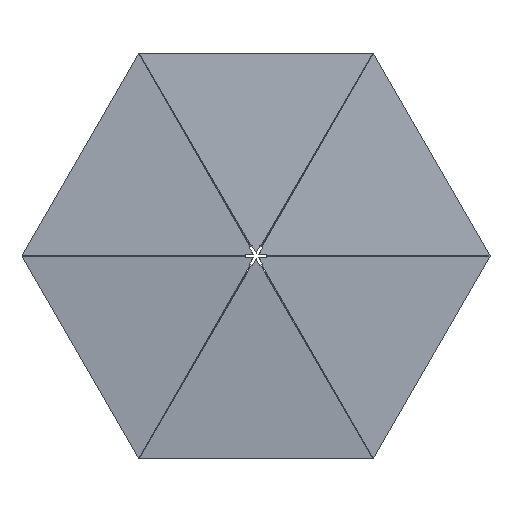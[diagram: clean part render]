
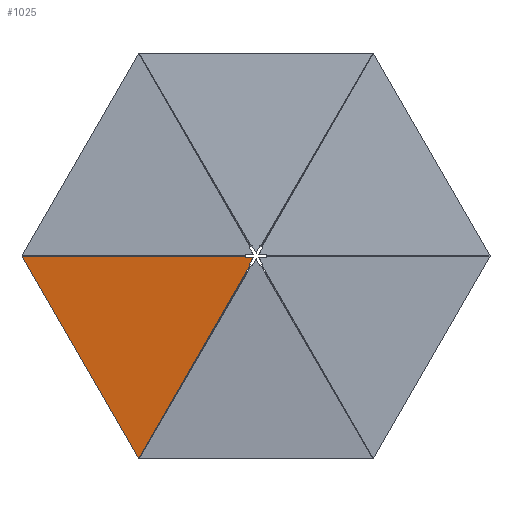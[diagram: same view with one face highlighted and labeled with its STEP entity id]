
A CAD part, top view. The second image highlights one B-rep face of the part: STEP entity #1025.
In plain terms, the highlighted planar face has unit normal (-0.075, -0.044, 0.996).
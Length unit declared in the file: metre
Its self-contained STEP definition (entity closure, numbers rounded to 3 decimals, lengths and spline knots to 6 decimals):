
#52=ORIENTED_EDGE('',*,*,#329,.F.);
#53=ORIENTED_EDGE('',*,*,#330,.F.);
#54=ORIENTED_EDGE('',*,*,#312,.T.);
#55=ORIENTED_EDGE('',*,*,#314,.F.);
#56=ORIENTED_EDGE('',*,*,#320,.T.);
#57=ORIENTED_EDGE('',*,*,#323,.T.);
#58=ORIENTED_EDGE('',*,*,#326,.F.);
#312=EDGE_CURVE('',#457,#456,#552,.T.);
#314=EDGE_CURVE('',#458,#456,#554,.T.);
#320=EDGE_CURVE('',#458,#462,#560,.T.);
#323=EDGE_CURVE('',#462,#464,#563,.T.);
#326=EDGE_CURVE('',#466,#464,#566,.T.);
#329=EDGE_CURVE('',#468,#466,#569,.T.);
#330=EDGE_CURVE('',#457,#468,#570,.T.);
#456=VERTEX_POINT('',#1493);
#457=VERTEX_POINT('',#1495);
#458=VERTEX_POINT('',#1499);
#462=VERTEX_POINT('',#1509);
#464=VERTEX_POINT('',#1515);
#466=VERTEX_POINT('',#1521);
#468=VERTEX_POINT('',#1527);
#552=LINE('',#1494,#696);
#554=LINE('',#1498,#698);
#560=LINE('',#1510,#704);
#563=LINE('',#1516,#707);
#566=LINE('',#1522,#710);
#569=LINE('',#1528,#713);
#570=LINE('',#1530,#714);
#696=VECTOR('',#1217,1.);
#698=VECTOR('',#1221,1.);
#704=VECTOR('',#1229,1.);
#707=VECTOR('',#1234,1.);
#710=VECTOR('',#1239,1.);
#713=VECTOR('',#1244,1.);
#714=VECTOR('',#1247,1.);
#845=EDGE_LOOP('',(#52,#53,#54,#55,#56,#57,#58));
#905=FACE_BOUND('',#845,.T.);
#965=PLANE('',#1153);
#1025=ADVANCED_FACE('',(#905),#965,.T.);
#1153=AXIS2_PLACEMENT_3D('',#1534,#1250,#1251);
#1217=DIRECTION('',(0.5,-0.866,0.));
#1221=DIRECTION('',(-0.497,-0.864,-0.075));
#1229=DIRECTION('',(-0.5,0.866,0.));
#1234=DIRECTION('',(0.497,0.864,0.075));
#1239=DIRECTION('',(0.997,-0.002,0.075));
#1244=DIRECTION('',(0.5,-0.866,0.));
#1247=DIRECTION('',(0.997,-0.002,0.075));
#1250=DIRECTION('',(-0.075,-0.044,0.996));
#1251=DIRECTION('',(0.5,-0.866,0.));
#1493=CARTESIAN_POINT('',(-0.099762,-0.17224,0.006326));
#1494=CARTESIAN_POINT('',(-0.149404,-0.086258,0.006326));
#1495=CARTESIAN_POINT('',(-0.199045,-0.000277,0.006326));
#1498=CARTESIAN_POINT('',(-0.052509,-0.090081,0.0135));
#1499=CARTESIAN_POINT('',(-0.005255,-0.007922,0.020674));
#1509=CARTESIAN_POINT('',(-0.005784,-0.007006,0.020674));
#1510=CARTESIAN_POINT('',(-0.00552,-0.007464,0.020674));
#1515=CARTESIAN_POINT('',(-0.002627,-0.001517,0.021154));
#1516=CARTESIAN_POINT('',(-0.004206,-0.004261,0.020914));
#1521=CARTESIAN_POINT('',(-0.008959,-0.001506,0.020674));
#1522=CARTESIAN_POINT('',(-0.005793,-0.001512,0.020914));
#1527=CARTESIAN_POINT('',(-0.009488,-0.00059,0.020674));
#1528=CARTESIAN_POINT('',(-0.009224,-0.001048,0.020674));
#1530=CARTESIAN_POINT('',(-0.104267,-0.000433,0.0135));
#1534=CARTESIAN_POINT('',(-0.001046,-0.000604,0.021313));
